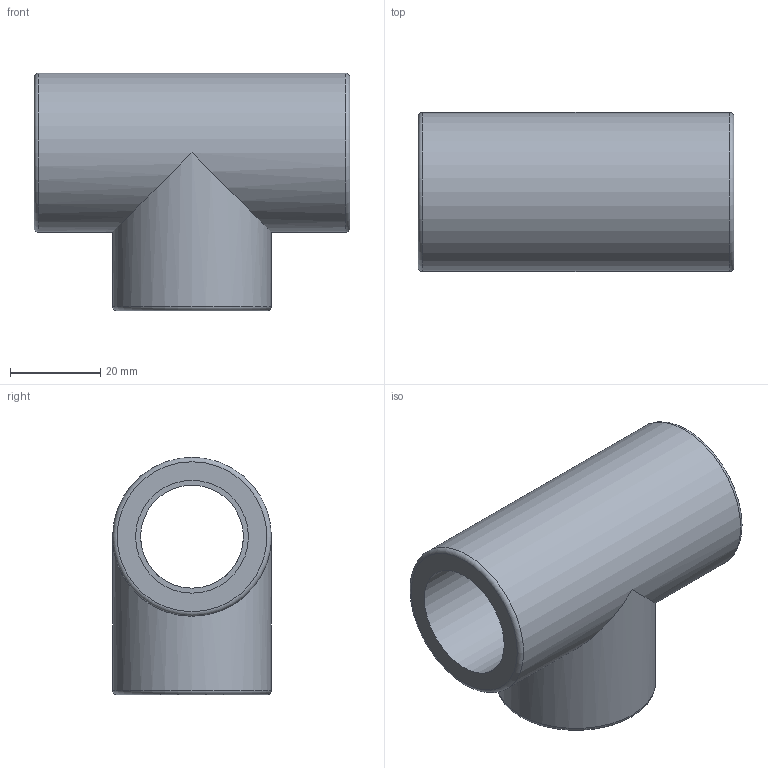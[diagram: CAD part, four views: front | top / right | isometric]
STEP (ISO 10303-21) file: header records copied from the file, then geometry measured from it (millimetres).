
FILE_DESCRIPTION(/* description */ ('PE100 Equal Tee for socket welding, Ø25, PN16'),/* implementation_level */ '2;1');
FILE_NAME(/* name */ 'TIE-RC-025.ipt.stp',/* time_stamp */ '2023-01-10T16:16:57+01:00',/* author */ ('COAB Solutions'),/* organization */ ('GPA Flowsystem'),/* preprocessor_version */ 'ST-DEVELOPER v18.1',/* originating_system */ 'Autodesk Inventor 2021',/* authorisation */ '');
FILE_SCHEMA (('AUTOMOTIVE_DESIGN { 1 0 10303 214 3 1 1 }'));
Length unit declared in the file: millimetre
Products named in the file (1): TIE-RC-025
Bounding box: 70 x 35.2 x 52.6 mm (x, y, z)
Volume: 44192.6 mm3; surface area: 17538.6 mm2
Topology: 1 solids, 1 shells, 16 faces, 35 edges, 23 vertices
Faces by surface type: cylinder 7, plane 6, torus 3
Full cylindrical faces by diameter (mm): 22.8 x2, 25 x3, 35.2 x2
Entity records: 506 total; most frequent: DIRECTION 95, CARTESIAN_POINT 75, ORIENTED_EDGE 70, AXIS2_PLACEMENT_3D 43, EDGE_CURVE 35, VERTEX_POINT 23, EDGE_LOOP 22, CIRCLE 18
